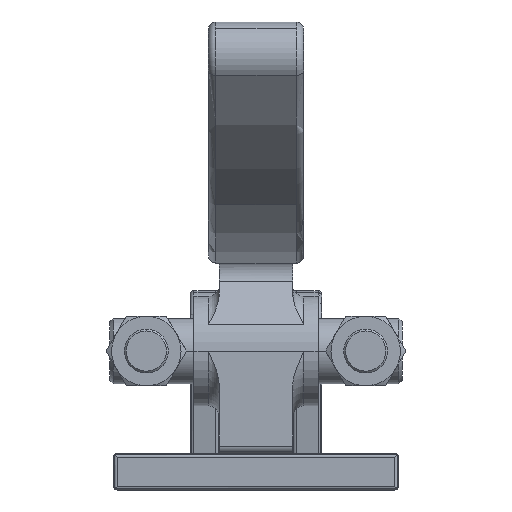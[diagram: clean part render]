
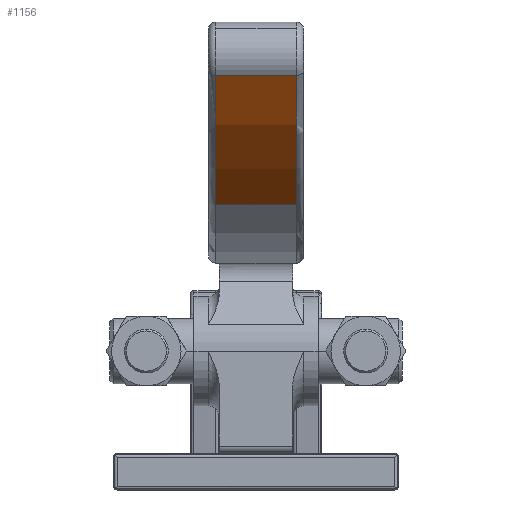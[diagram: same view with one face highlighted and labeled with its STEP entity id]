
A CAD part, left-side view. The second image highlights one B-rep face of the part: STEP entity #1156.
In plain terms, the highlighted cylindrical face has radius 123 mm (diameter 246 mm), a partial arc.
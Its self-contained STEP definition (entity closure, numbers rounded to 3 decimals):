
#920=AXIS2_PLACEMENT_3D('Circle Axis2P3D',#918,#919,$) ;
#976=AXIS2_PLACEMENT_3D('Circle Axis2P3D',#974,#975,$) ;
#1143=AXIS2_PLACEMENT_3D('Cylinder Axis2P3D',#1140,#1141,#1142) ;
#918=CARTESIAN_POINT('Axis2P3D Location',(-147.698,-185.16,-164.313)) ;
#922=CARTESIAN_POINT('Vertex',(-248.07,-185.16,-235.408)) ;
#924=CARTESIAN_POINT('Vertex',(-209.299,-185.16,-270.775)) ;
#950=CARTESIAN_POINT('Line Origine',(-209.299,-161.16,-270.775)) ;
#954=CARTESIAN_POINT('Vertex',(-209.299,-163.16,-270.775)) ;
#974=CARTESIAN_POINT('Axis2P3D Location',(-147.698,-163.16,-164.313)) ;
#978=CARTESIAN_POINT('Vertex',(-248.07,-163.16,-235.408)) ;
#1140=CARTESIAN_POINT('Axis2P3D Location',(-147.698,-161.16,-164.313)) ;
#1145=CARTESIAN_POINT('Line Origine',(-248.07,-161.16,-235.408)) ;
#919=DIRECTION('Axis2P3D Direction',(0.,1.,0.)) ;
#951=DIRECTION('Vector Direction',(0.,-1.,0.)) ;
#975=DIRECTION('Axis2P3D Direction',(0.,1.,0.)) ;
#1141=DIRECTION('Axis2P3D Direction',(0.,-1.,-0.)) ;
#1142=DIRECTION('Axis2P3D XDirection',(0.501,0.,0.866)) ;
#1146=DIRECTION('Vector Direction',(0.,-1.,0.)) ;
#952=VECTOR('Line Direction',#951,1.) ;
#1147=VECTOR('Line Direction',#1146,1.) ;
#1151=ORIENTED_EDGE('',*,*,#956,.F.) ;
#1152=ORIENTED_EDGE('',*,*,#926,.F.) ;
#1153=ORIENTED_EDGE('',*,*,#1149,.F.) ;
#1154=ORIENTED_EDGE('',*,*,#980,.F.) ;
#1156=ADVANCED_FACE('HC192_1\\Volumenk\X2\00F6\X0\rper1',(#1155),#1144,.T.) ;
#921=CIRCLE('generated circle',#920,123.) ;
#977=CIRCLE('generated circle',#976,123.) ;
#1144=CYLINDRICAL_SURFACE('generated cylinder',#1143,123.) ;
#926=EDGE_CURVE('',#923,#925,#921,.F.) ;
#956=EDGE_CURVE('',#925,#955,#953,.F.) ;
#980=EDGE_CURVE('',#955,#979,#977,.T.) ;
#1149=EDGE_CURVE('',#979,#923,#1148,.T.) ;
#1150=EDGE_LOOP('',(#1151,#1152,#1153,#1154)) ;
#1155=FACE_OUTER_BOUND('',#1150,.T.) ;
#953=LINE('Line',#950,#952) ;
#1148=LINE('Line',#1145,#1147) ;
#923=VERTEX_POINT('',#922) ;
#925=VERTEX_POINT('',#924) ;
#955=VERTEX_POINT('',#954) ;
#979=VERTEX_POINT('',#978) ;
